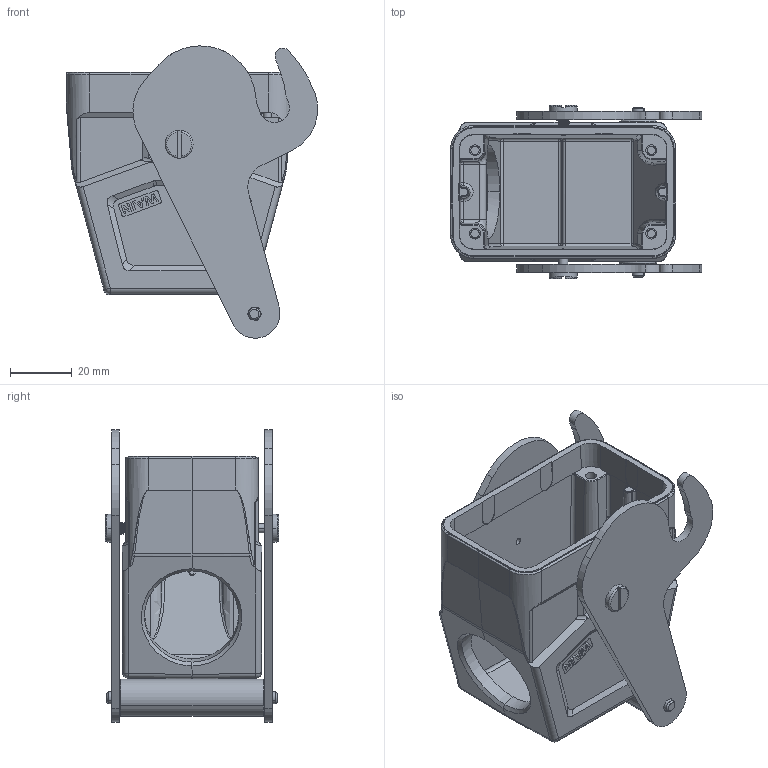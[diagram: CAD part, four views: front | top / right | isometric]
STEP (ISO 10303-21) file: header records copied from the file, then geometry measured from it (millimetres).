
FILE_DESCRIPTION((''),'2;1');
FILE_NAME('1_SW0001','2020-11-06T',('sy.ji'),(''),'PRO/ENGINEER BY PARAMETRIC TECHNOLOGY CORPORATION, 2012480','PRO/ENGINEER BY PARAMETRIC TECHNOLOGY CORPORATION, 2012480','');
FILE_SCHEMA(('CONFIG_CONTROL_DESIGN'));
Length unit declared in the file: millimetre
Products named in the file (1): 1_SW0001
Bounding box: 81.31 x 56 x 94.52 mm (x, y, z)
Volume: 82500.6 mm3; surface area: 46790.7 mm2
Topology: 1 solids, 1 shells, 558 faces, 1465 edges, 922 vertices
Faces by surface type: plane 267, cylinder 183, bspline 43, cone 27, sphere 20, torus 17, extrusion 1
Entity records: 20907 total; most frequent: CARTESIAN_POINT 7570, ORIENTED_EDGE 2890, DIRECTION 2544, EDGE_CURVE 1445, VERTEX_POINT 922, AXIS2_PLACEMENT_3D 859, VECTOR 826, LINE 825
